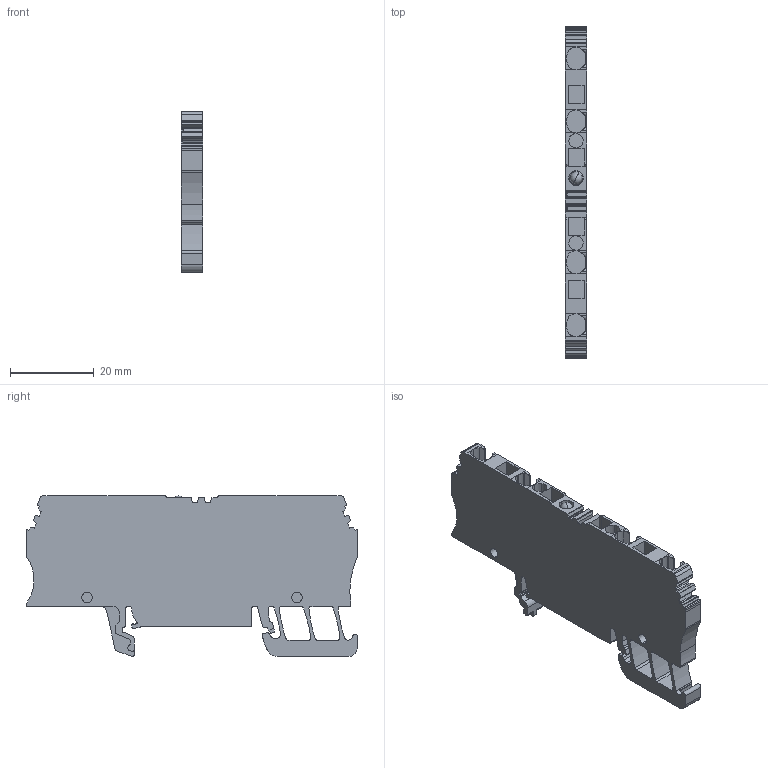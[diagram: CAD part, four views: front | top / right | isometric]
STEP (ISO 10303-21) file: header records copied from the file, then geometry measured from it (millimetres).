
FILE_DESCRIPTION(('CATIA V5R24 STEP','CAx-IF Rec.Pracs.--- Model Styling and Organization---1.2---2011-12-15'),'2;1');
FILE_NAME ('D1454648_0', '2016-12-02T06:37:15+00:00', ('Weidmueller Interface'), ('Weidmueller'), 'CATIA Version 5-6 Release 2014 SP4 HF52', 'CATIA V5 STEP AP214', 'none');
FILE_SCHEMA(('AUTOMOTIVE_DESIGN { 1 0 10303 214 1 1 1 1 }'));
Length unit declared in the file: millimetre
Products named in the file (1): v5-standard_part
Bounding box: 5.1 x 79.05 x 38.35 mm (x, y, z)
Volume: 9871.1 mm3; surface area: 8252.8 mm2
Topology: 2 solids, 2 shells, 429 faces, 1212 edges, 796 vertices
Faces by surface type: plane 258, cylinder 167, cone 2, sphere 2
Entity records: 13067 total; most frequent: ORIENTED_EDGE 2420, CARTESIAN_POINT 2413, DIRECTION 1830, EDGE_CURVE 1210, VECTOR 853, LINE 853, VERTEX_POINT 796, AXIS2_PLACEMENT_3D 660
